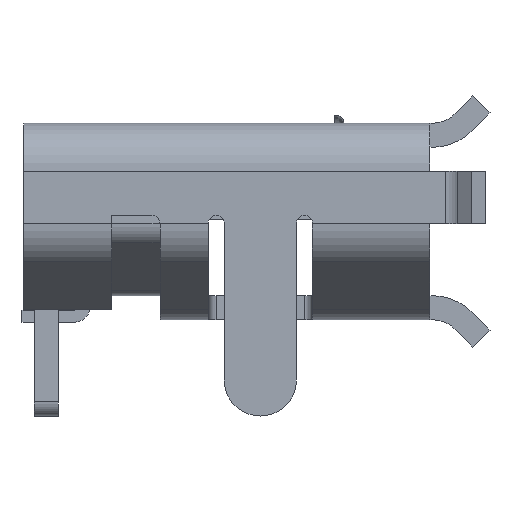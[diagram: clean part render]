
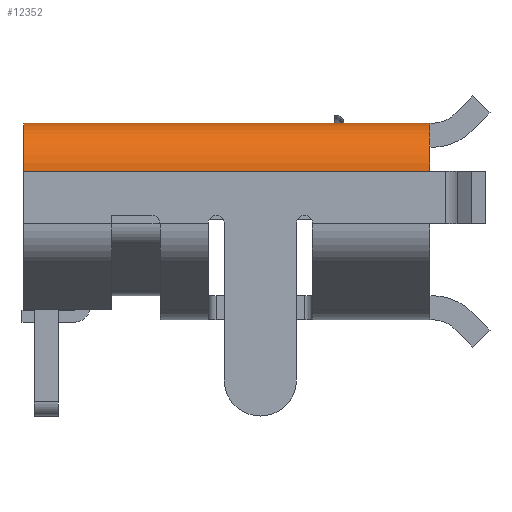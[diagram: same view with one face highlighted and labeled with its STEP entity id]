
A CAD part, left-side view. The second image highlights one B-rep face of the part: STEP entity #12352.
In plain terms, the highlighted cylindrical face has radius 0.6 mm (diameter 1.2 mm), a partial arc.
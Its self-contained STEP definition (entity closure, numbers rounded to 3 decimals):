
#629 = AXIS2_PLACEMENT_3D ( 'NONE', #8870, #7467, #6274 ) ;
#948 = EDGE_CURVE ( 'NONE', #4879, #6483, #7331, .T. ) ;
#1011 = ORIENTED_EDGE ( 'NONE', *, *, #4422, .T. ) ;
#1148 = AXIS2_PLACEMENT_3D ( 'NONE', #8130, #7974, #12961 ) ;
#1695 = DIRECTION ( 'NONE',  ( 0., -1., 0. ) ) ;
#1769 = DIRECTION ( 'NONE',  ( 0., -1., 0. ) ) ;
#2873 = DIRECTION ( 'NONE',  ( 1., 0., 0. ) ) ;
#4169 = ORIENTED_EDGE ( 'NONE', *, *, #15420, .F. ) ;
#4422 = EDGE_CURVE ( 'NONE', #13026, #4879, #15532, .T. ) ;
#4751 = VECTOR ( 'NONE', #1695, 1000. ) ;
#4879 = VERTEX_POINT ( 'NONE', #14748 ) ;
#5058 = ORIENTED_EDGE ( 'NONE', *, *, #5955, .F. ) ;
#5955 = EDGE_CURVE ( 'NONE', #11450, #6483, #10193, .T. ) ;
#6036 = CARTESIAN_POINT ( 'NONE',  ( -5.032, -0.262, 0.297 ) ) ;
#6274 = DIRECTION ( 'NONE',  ( -1., 0., 0. ) ) ;
#6483 = VERTEX_POINT ( 'NONE', #10684 ) ;
#6621 = AXIS2_PLACEMENT_3D ( 'NONE', #6814, #1769, #2873 ) ;
#6814 = CARTESIAN_POINT ( 'NONE',  ( -5.032, 9.738, -0.303 ) ) ;
#7331 = LINE ( 'NONE', #8499, #13385 ) ;
#7467 = DIRECTION ( 'NONE',  ( 0., -1., 0. ) ) ;
#7974 = DIRECTION ( 'NONE',  ( 0., -1., 0. ) ) ;
#8130 = CARTESIAN_POINT ( 'NONE',  ( -5.032, 4.798, -0.303 ) ) ;
#8240 = CARTESIAN_POINT ( 'NONE',  ( -5.032, 4.798, 0.297 ) ) ;
#8499 = CARTESIAN_POINT ( 'NONE',  ( -5.632, 9.738, -0.303 ) ) ;
#8704 = CYLINDRICAL_SURFACE ( 'NONE', #6621, 0.6 ) ;
#8870 = CARTESIAN_POINT ( 'NONE',  ( -5.032, -0.262, -0.303 ) ) ;
#8901 = ORIENTED_EDGE ( 'NONE', *, *, #948, .T. ) ;
#10193 = CIRCLE ( 'NONE', #629, 0.6 ) ;
#10288 = LINE ( 'NONE', #12496, #4751 ) ;
#10684 = CARTESIAN_POINT ( 'NONE',  ( -5.632, -0.262, -0.303 ) ) ;
#10685 = EDGE_LOOP ( 'NONE', ( #1011, #8901, #5058, #4169 ) ) ;
#11223 = FACE_OUTER_BOUND ( 'NONE', #10685, .T. ) ;
#11450 = VERTEX_POINT ( 'NONE', #6036 ) ;
#12352 = ADVANCED_FACE ( 'NONE', ( #11223 ), #8704, .T. ) ;
#12496 = CARTESIAN_POINT ( 'NONE',  ( -5.032, 9.738, 0.297 ) ) ;
#12961 = DIRECTION ( 'NONE',  ( 1., 0., 0. ) ) ;
#13026 = VERTEX_POINT ( 'NONE', #8240 ) ;
#13320 = DIRECTION ( 'NONE',  ( 0., -1., 0. ) ) ;
#13385 = VECTOR ( 'NONE', #13320, 1000. ) ;
#14748 = CARTESIAN_POINT ( 'NONE',  ( -5.632, 4.798, -0.303 ) ) ;
#15420 = EDGE_CURVE ( 'NONE', #13026, #11450, #10288, .T. ) ;
#15532 = CIRCLE ( 'NONE', #1148, 0.6 ) ;
